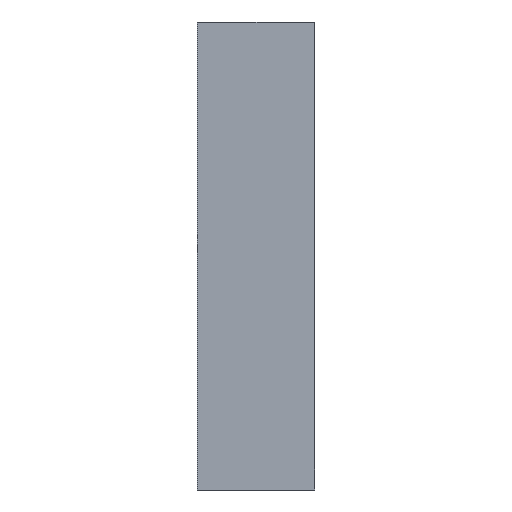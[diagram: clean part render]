
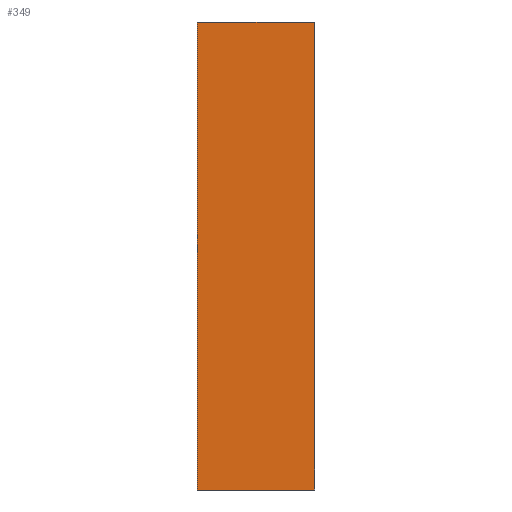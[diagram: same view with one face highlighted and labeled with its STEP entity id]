
A CAD part, left-side view. The second image highlights one B-rep face of the part: STEP entity #349.
In plain terms, the highlighted planar face has unit normal (-1, 0, 0).
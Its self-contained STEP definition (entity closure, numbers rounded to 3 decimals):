
#349 = ADVANCED_FACE ( 'NONE', ( #1249 ), #1244, .F. ) ;
#350 = EDGE_LOOP ( 'NONE', ( #351, #352, #355, #358 ) ) ;
#351 = ORIENTED_EDGE ( 'NONE', *, *, #426, .T. ) ;
#352 = ORIENTED_EDGE ( 'NONE', *, *, #353, .F. ) ;
#353 = EDGE_CURVE ( 'NONE', #354, #451, #1243, .T. ) ;
#354 = VERTEX_POINT ( 'NONE', #1196 ) ;
#355 = ORIENTED_EDGE ( 'NONE', *, *, #356, .F. ) ;
#356 = EDGE_CURVE ( 'NONE', #357, #354, #1195, .T. ) ;
#357 = VERTEX_POINT ( 'NONE', #1191 ) ;
#358 = ORIENTED_EDGE ( 'NONE', *, *, #379, .T. ) ;
#379 = EDGE_CURVE ( 'NONE', #357, #427, #1237, .T. ) ;
#426 = EDGE_CURVE ( 'NONE', #427, #451, #1358, .T. ) ;
#427 = VERTEX_POINT ( 'NONE', #1354 ) ;
#451 = VERTEX_POINT ( 'NONE', #1339 ) ;
#1191 = CARTESIAN_POINT ( 'NONE',  ( -20., 5., -10. ) ) ;
#1192 = DIRECTION ( 'NONE',  ( 0., 0., 1. ) ) ;
#1193 = VECTOR ( 'NONE', #1192, 1000. ) ;
#1194 = CARTESIAN_POINT ( 'NONE',  ( -20., 5., 10. ) ) ;
#1195 = LINE ( 'NONE', #1194, #1193 ) ;
#1196 = CARTESIAN_POINT ( 'NONE',  ( -20., 5., 10. ) ) ;
#1197 = DIRECTION ( 'NONE',  ( 0., -1., 0. ) ) ;
#1198 = VECTOR ( 'NONE', #1197, 1000. ) ;
#1199 = CARTESIAN_POINT ( 'NONE',  ( -20., 5., 10. ) ) ;
#1234 = DIRECTION ( 'NONE',  ( 0., -1., 0. ) ) ;
#1235 = VECTOR ( 'NONE', #1234, 1000. ) ;
#1236 = CARTESIAN_POINT ( 'NONE',  ( -20., 5., -10. ) ) ;
#1237 = LINE ( 'NONE', #1236, #1235 ) ;
#1239 = DIRECTION ( 'NONE',  ( 0., 0., -1. ) ) ;
#1240 = DIRECTION ( 'NONE',  ( 1., 0., 0. ) ) ;
#1241 = CARTESIAN_POINT ( 'NONE',  ( -20., 5., 10. ) ) ;
#1242 = AXIS2_PLACEMENT_3D ( 'NONE', #1241, #1240, #1239 ) ;
#1243 = LINE ( 'NONE', #1199, #1198 ) ;
#1244 = PLANE ( 'NONE',  #1242 ) ;
#1249 = FACE_OUTER_BOUND ( 'NONE', #350, .T. ) ;
#1339 = CARTESIAN_POINT ( 'NONE',  ( -20., 0., 10. ) ) ;
#1354 = CARTESIAN_POINT ( 'NONE',  ( -20., 0., -10. ) ) ;
#1355 = DIRECTION ( 'NONE',  ( 0., 0., 1. ) ) ;
#1356 = VECTOR ( 'NONE', #1355, 1000. ) ;
#1357 = CARTESIAN_POINT ( 'NONE',  ( -20., 0., 10. ) ) ;
#1358 = LINE ( 'NONE', #1357, #1356 ) ;
